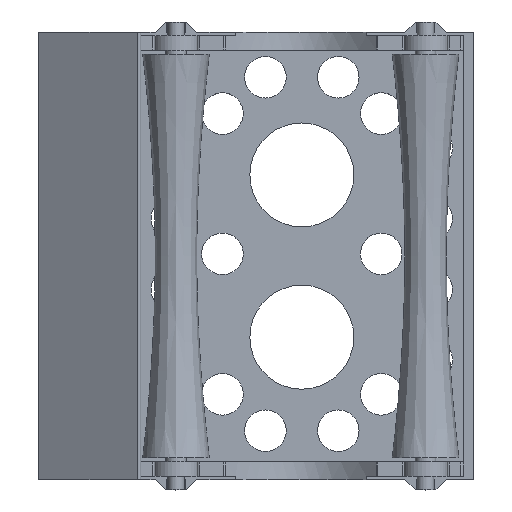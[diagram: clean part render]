
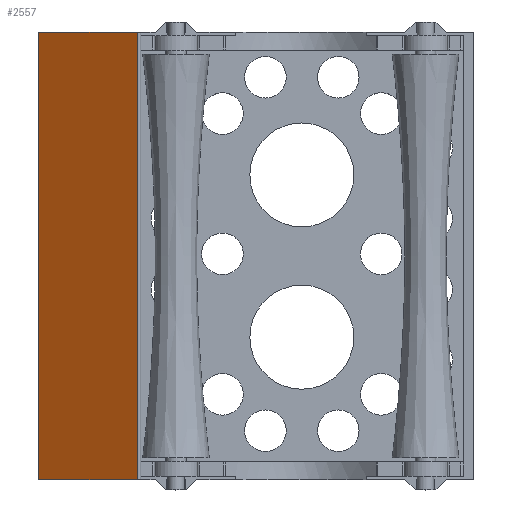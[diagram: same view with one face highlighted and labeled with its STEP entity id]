
A CAD part, top view. The second image highlights one B-rep face of the part: STEP entity #2557.
In plain terms, the highlighted planar face has unit normal (-0.558, 0, 0.83).
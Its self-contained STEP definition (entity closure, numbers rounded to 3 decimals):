
#194=PLANE('',#2848);
#330=FACE_OUTER_BOUND('',#494,.T.);
#494=EDGE_LOOP('',(#2173,#2174,#2175,#2176));
#624=LINE('',#4283,#800);
#690=LINE('',#4888,#866);
#714=LINE('',#5119,#890);
#715=LINE('',#5121,#891);
#800=VECTOR('',#3285,10.);
#866=VECTOR('',#3477,10.);
#890=VECTOR('',#3529,10.);
#891=VECTOR('',#3532,10.);
#1176=VERTEX_POINT('',#4280);
#1177=VERTEX_POINT('',#4282);
#1251=VERTEX_POINT('',#4885);
#1252=VERTEX_POINT('',#4887);
#1458=EDGE_CURVE('',#1176,#1177,#624,.T.);
#1569=EDGE_CURVE('',#1252,#1251,#690,.T.);
#1605=EDGE_CURVE('',#1252,#1176,#714,.T.);
#1606=EDGE_CURVE('',#1251,#1177,#715,.T.);
#2173=ORIENTED_EDGE('',*,*,#1569,.T.);
#2174=ORIENTED_EDGE('',*,*,#1606,.T.);
#2175=ORIENTED_EDGE('',*,*,#1458,.F.);
#2176=ORIENTED_EDGE('',*,*,#1605,.F.);
#2557=ADVANCED_FACE('',(#330),#194,.T.);
#2848=AXIS2_PLACEMENT_3D('',#5120,#3530,#3531);
#3285=DIRECTION('',(-0.83,0.,-0.558));
#3477=DIRECTION('',(-0.83,0.,-0.558));
#3529=DIRECTION('',(0.,-1.,0.));
#3530=DIRECTION('center_axis',(-0.558,0.,0.83));
#3531=DIRECTION('ref_axis',(-0.83,0.,-0.558));
#3532=DIRECTION('',(0.,-1.,0.));
#4280=CARTESIAN_POINT('',(-138.558,-1.5,6.952));
#4282=CARTESIAN_POINT('',(-186.065,-1.5,-25.));
#4283=CARTESIAN_POINT('',(-121.725,-1.5,18.274));
#4885=CARTESIAN_POINT('',(-186.065,213.5,-25.));
#4887=CARTESIAN_POINT('',(-138.558,213.5,6.952));
#4888=CARTESIAN_POINT('',(-121.725,213.5,18.274));
#5119=CARTESIAN_POINT('',(-138.558,218.5,6.952));
#5120=CARTESIAN_POINT('Origin',(-137.,218.5,8.));
#5121=CARTESIAN_POINT('',(-186.065,218.5,-25.));
